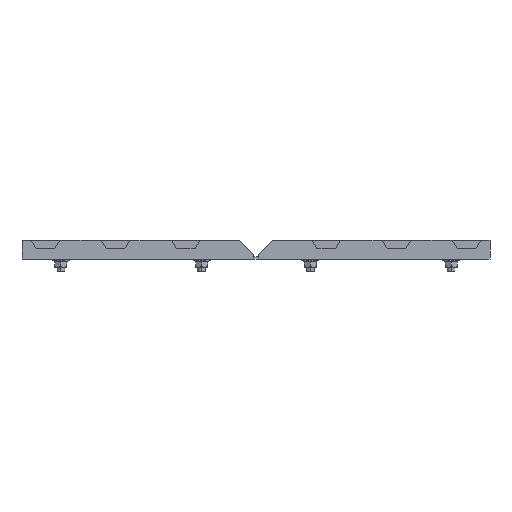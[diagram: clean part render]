
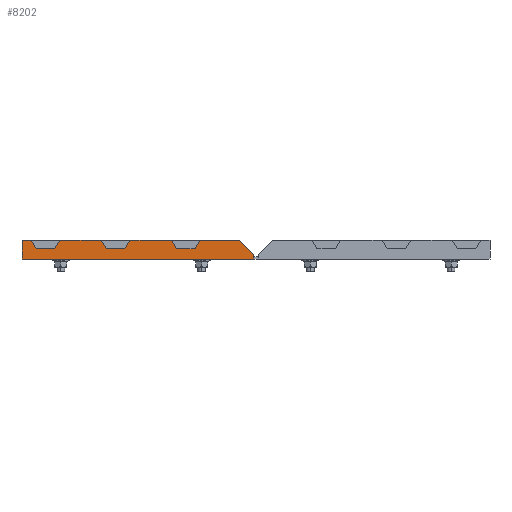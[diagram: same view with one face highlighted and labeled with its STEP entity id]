
A CAD part, front view. The second image highlights one B-rep face of the part: STEP entity #8202.
In plain terms, the highlighted planar face has unit normal (0, -1, 0).
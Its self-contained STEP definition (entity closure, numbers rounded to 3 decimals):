
#53 = ORIENTED_EDGE ( 'NONE', *, *, #11447, .F. ) ;
#96 = VECTOR ( 'NONE', #9200, 1000. ) ;
#194 = ORIENTED_EDGE ( 'NONE', *, *, #8537, .T. ) ;
#221 = EDGE_CURVE ( 'NONE', #3469, #5589, #3752, .T. ) ;
#228 = VERTEX_POINT ( 'NONE', #11656 ) ;
#350 = LINE ( 'NONE', #4869, #7004 ) ;
#514 = EDGE_CURVE ( 'NONE', #5589, #7545, #5319, .T. ) ;
#522 = DIRECTION ( 'NONE',  ( 0.5, 0., -0.866 ) ) ;
#526 = VERTEX_POINT ( 'NONE', #10155 ) ;
#585 = EDGE_CURVE ( 'NONE', #3359, #5627, #9431, .T. ) ;
#604 = VECTOR ( 'NONE', #4541, 1000. ) ;
#613 = ORIENTED_EDGE ( 'NONE', *, *, #11131, .F. ) ;
#629 = EDGE_CURVE ( 'NONE', #11681, #228, #350, .T. ) ;
#631 = VECTOR ( 'NONE', #11301, 1000. ) ;
#704 = CARTESIAN_POINT ( 'NONE',  ( -17.5, 15.415, 17.499 ) ) ;
#847 = CARTESIAN_POINT ( 'NONE',  ( -2.5, 15.415, 2.499 ) ) ;
#906 = CARTESIAN_POINT ( 'NONE',  ( -59.804, 15.415, 17.499 ) ) ;
#1161 = VECTOR ( 'NONE', #7783, 1000. ) ;
#1188 = CARTESIAN_POINT ( 'NONE',  ( -165.196, 15.415, 17.499 ) ) ;
#1214 = FACE_OUTER_BOUND ( 'NONE', #6516, .T. ) ;
#1218 = CARTESIAN_POINT ( 'NONE',  ( 0., 15.415, -2.5 ) ) ;
#1313 = DIRECTION ( 'NONE',  ( 0., 0., -1. ) ) ;
#1371 = EDGE_CURVE ( 'NONE', #526, #4736, #9856, .T. ) ;
#1389 = EDGE_CURVE ( 'NONE', #8133, #526, #3435, .T. ) ;
#1423 = EDGE_CURVE ( 'NONE', #5627, #3469, #8411, .T. ) ;
#1489 = VECTOR ( 'NONE', #4449, 1000. ) ;
#1586 = ORIENTED_EDGE ( 'NONE', *, *, #1389, .F. ) ;
#1683 = ORIENTED_EDGE ( 'NONE', *, *, #10075, .F. ) ;
#1717 = LINE ( 'NONE', #2012, #3547 ) ;
#1786 = VECTOR ( 'NONE', #5786, 1000. ) ;
#1930 = VERTEX_POINT ( 'NONE', #9965 ) ;
#1933 = CARTESIAN_POINT ( 'NONE',  ( -209.804, 15.415, 17.499 ) ) ;
#2012 = CARTESIAN_POINT ( 'NONE',  ( -235., 15.415, 8.499 ) ) ;
#2059 = LINE ( 'NONE', #1218, #11164 ) ;
#2067 = CARTESIAN_POINT ( 'NONE',  ( -2.5, 15.415, 17.499 ) ) ;
#2136 = ORIENTED_EDGE ( 'NONE', *, *, #629, .T. ) ;
#2195 = CARTESIAN_POINT ( 'NONE',  ( -140., 15.415, 8.499 ) ) ;
#2271 = DIRECTION ( 'NONE',  ( 0., 0., 1. ) ) ;
#2308 = ORIENTED_EDGE ( 'NONE', *, *, #1423, .F. ) ;
#2415 = PLANE ( 'NONE',  #10948 ) ;
#2684 = LINE ( 'NONE', #3285, #6237 ) ;
#2975 = CARTESIAN_POINT ( 'NONE',  ( -65., 15.415, 8.499 ) ) ;
#2977 = VECTOR ( 'NONE', #6644, 1000. ) ;
#3156 = VECTOR ( 'NONE', #9218, 1000. ) ;
#3234 = CARTESIAN_POINT ( 'NONE',  ( -65., 15.415, 8.499 ) ) ;
#3285 = CARTESIAN_POINT ( 'NONE',  ( -85., 15.415, 8.499 ) ) ;
#3312 = DIRECTION ( 'NONE',  ( -1., 0., 0. ) ) ;
#3359 = VERTEX_POINT ( 'NONE', #2975 ) ;
#3435 = LINE ( 'NONE', #9895, #604 ) ;
#3469 = VERTEX_POINT ( 'NONE', #704 ) ;
#3478 = EDGE_CURVE ( 'NONE', #3846, #3602, #7796, .T. ) ;
#3547 = VECTOR ( 'NONE', #522, 1000. ) ;
#3602 = VERTEX_POINT ( 'NONE', #5388 ) ;
#3640 = VECTOR ( 'NONE', #7177, 1000. ) ;
#3667 = DIRECTION ( 'NONE',  ( 1., 0., 0. ) ) ;
#3752 = LINE ( 'NONE', #6127, #1489 ) ;
#3758 = EDGE_CURVE ( 'NONE', #4736, #10065, #5535, .T. ) ;
#3846 = VERTEX_POINT ( 'NONE', #4320 ) ;
#3893 = VECTOR ( 'NONE', #10295, 1000. ) ;
#4001 = DIRECTION ( 'NONE',  ( 1., 0., 0. ) ) ;
#4320 = CARTESIAN_POINT ( 'NONE',  ( -160., 15.415, 8.499 ) ) ;
#4388 = VECTOR ( 'NONE', #4740, 1000. ) ;
#4449 = DIRECTION ( 'NONE',  ( 0.707, 0., -0.707 ) ) ;
#4541 = DIRECTION ( 'NONE',  ( 1., 0., 0. ) ) ;
#4651 = CARTESIAN_POINT ( 'NONE',  ( -240.196, 15.415, 17.499 ) ) ;
#4690 = ORIENTED_EDGE ( 'NONE', *, *, #3478, .F. ) ;
#4736 = VERTEX_POINT ( 'NONE', #1933 ) ;
#4740 = DIRECTION ( 'NONE',  ( 1., 0., 0. ) ) ;
#4843 = ORIENTED_EDGE ( 'NONE', *, *, #1371, .F. ) ;
#4869 = CARTESIAN_POINT ( 'NONE',  ( -250., 15.415, 1.5 ) ) ;
#4977 = ORIENTED_EDGE ( 'NONE', *, *, #514, .F. ) ;
#4993 = VERTEX_POINT ( 'NONE', #6007 ) ;
#5032 = LINE ( 'NONE', #7543, #1786 ) ;
#5048 = ORIENTED_EDGE ( 'NONE', *, *, #8022, .F. ) ;
#5150 = DIRECTION ( 'NONE',  ( 1., 0., 0. ) ) ;
#5188 = DIRECTION ( 'NONE',  ( 0.5, 0., 0.866 ) ) ;
#5224 = CARTESIAN_POINT ( 'NONE',  ( -209.804, 15.415, 17.499 ) ) ;
#5319 = LINE ( 'NONE', #6619, #96 ) ;
#5388 = CARTESIAN_POINT ( 'NONE',  ( -140., 15.415, 8.499 ) ) ;
#5496 = EDGE_CURVE ( 'NONE', #4993, #9590, #10067, .T. ) ;
#5535 = LINE ( 'NONE', #1188, #4388 ) ;
#5589 = VERTEX_POINT ( 'NONE', #847 ) ;
#5627 = VERTEX_POINT ( 'NONE', #906 ) ;
#5786 = DIRECTION ( 'NONE',  ( 1., 0., 0. ) ) ;
#5799 = CARTESIAN_POINT ( 'NONE',  ( -59.804, 15.415, 17.499 ) ) ;
#5997 = ORIENTED_EDGE ( 'NONE', *, *, #585, .F. ) ;
#6007 = CARTESIAN_POINT ( 'NONE',  ( -250., 15.415, 17.499 ) ) ;
#6065 = CARTESIAN_POINT ( 'NONE',  ( 0., 15.415, 17.499 ) ) ;
#6086 = ORIENTED_EDGE ( 'NONE', *, *, #9562, .F. ) ;
#6127 = CARTESIAN_POINT ( 'NONE',  ( -17.5, 15.415, 17.499 ) ) ;
#6175 = CARTESIAN_POINT ( 'NONE',  ( -235., 15.415, 8.499 ) ) ;
#6189 = CARTESIAN_POINT ( 'NONE',  ( -160., 15.415, 8.499 ) ) ;
#6237 = VECTOR ( 'NONE', #9645, 1000. ) ;
#6314 = CARTESIAN_POINT ( 'NONE',  ( -17.5, 15.415, 17.499 ) ) ;
#6447 = VERTEX_POINT ( 'NONE', #8157 ) ;
#6516 = EDGE_LOOP ( 'NONE', ( #8326, #2136, #194, #9615, #4977, #9955, #2308, #5997, #1683, #613, #5048, #53, #4690, #6086, #7557, #4843, #1586, #10568, #9154 ) ) ;
#6531 = LINE ( 'NONE', #2195, #2977 ) ;
#6619 = CARTESIAN_POINT ( 'NONE',  ( -2.5, 15.415, 2.499 ) ) ;
#6644 = DIRECTION ( 'NONE',  ( 0.5, 0., 0.866 ) ) ;
#6837 = CARTESIAN_POINT ( 'NONE',  ( -90.196, 15.415, 17.499 ) ) ;
#6863 = CARTESIAN_POINT ( 'NONE',  ( -85., 15.415, 8.499 ) ) ;
#6996 = CARTESIAN_POINT ( 'NONE',  ( -165.196, 15.415, 17.499 ) ) ;
#7004 = VECTOR ( 'NONE', #1313, 1000. ) ;
#7177 = DIRECTION ( 'NONE',  ( 1., 0., 0. ) ) ;
#7396 = LINE ( 'NONE', #10933, #3156 ) ;
#7543 = CARTESIAN_POINT ( 'NONE',  ( -90.196, 15.415, 17.499 ) ) ;
#7545 = VERTEX_POINT ( 'NONE', #11522 ) ;
#7557 = ORIENTED_EDGE ( 'NONE', *, *, #3758, .F. ) ;
#7624 = CARTESIAN_POINT ( 'NONE',  ( -250., 15.415, 17.499 ) ) ;
#7783 = DIRECTION ( 'NONE',  ( 1., 0., 0. ) ) ;
#7796 = LINE ( 'NONE', #6189, #10257 ) ;
#7945 = EDGE_CURVE ( 'NONE', #7545, #6447, #9006, .T. ) ;
#8022 = EDGE_CURVE ( 'NONE', #1930, #8096, #5032, .T. ) ;
#8096 = VERTEX_POINT ( 'NONE', #6837 ) ;
#8133 = VERTEX_POINT ( 'NONE', #6175 ) ;
#8157 = CARTESIAN_POINT ( 'NONE',  ( -2.5, 15.415, -2.5 ) ) ;
#8202 = ADVANCED_FACE ( 'NONE', ( #1214 ), #2415, .T. ) ;
#8326 = ORIENTED_EDGE ( 'NONE', *, *, #9212, .F. ) ;
#8411 = LINE ( 'NONE', #6314, #10574 ) ;
#8537 = EDGE_CURVE ( 'NONE', #228, #6447, #2059, .T. ) ;
#8672 = VERTEX_POINT ( 'NONE', #6863 ) ;
#8675 = LINE ( 'NONE', #3234, #1161 ) ;
#8698 = VECTOR ( 'NONE', #5188, 1000. ) ;
#8832 = VECTOR ( 'NONE', #2271, 1000. ) ;
#9006 = LINE ( 'NONE', #2067, #3893 ) ;
#9154 = ORIENTED_EDGE ( 'NONE', *, *, #5496, .F. ) ;
#9200 = DIRECTION ( 'NONE',  ( 0., 0., -1. ) ) ;
#9212 = EDGE_CURVE ( 'NONE', #11681, #4993, #10017, .T. ) ;
#9218 = DIRECTION ( 'NONE',  ( 0.5, 0., -0.866 ) ) ;
#9431 = LINE ( 'NONE', #5799, #631 ) ;
#9562 = EDGE_CURVE ( 'NONE', #10065, #3846, #7396, .T. ) ;
#9590 = VERTEX_POINT ( 'NONE', #4651 ) ;
#9615 = ORIENTED_EDGE ( 'NONE', *, *, #7945, .F. ) ;
#9645 = DIRECTION ( 'NONE',  ( 0.5, 0., -0.866 ) ) ;
#9724 = CARTESIAN_POINT ( 'NONE',  ( -250., 15.415, 1.5 ) ) ;
#9758 = DIRECTION ( 'NONE',  ( 0., -1., 0. ) ) ;
#9856 = LINE ( 'NONE', #5224, #8698 ) ;
#9895 = CARTESIAN_POINT ( 'NONE',  ( -215., 15.415, 8.499 ) ) ;
#9955 = ORIENTED_EDGE ( 'NONE', *, *, #221, .F. ) ;
#9965 = CARTESIAN_POINT ( 'NONE',  ( -134.804, 15.415, 17.499 ) ) ;
#10017 = LINE ( 'NONE', #7624, #8832 ) ;
#10065 = VERTEX_POINT ( 'NONE', #6996 ) ;
#10067 = LINE ( 'NONE', #10842, #3640 ) ;
#10075 = EDGE_CURVE ( 'NONE', #8672, #3359, #8675, .T. ) ;
#10155 = CARTESIAN_POINT ( 'NONE',  ( -215., 15.415, 8.499 ) ) ;
#10257 = VECTOR ( 'NONE', #5150, 1000. ) ;
#10295 = DIRECTION ( 'NONE',  ( 0., 0., -1. ) ) ;
#10458 = EDGE_CURVE ( 'NONE', #9590, #8133, #1717, .T. ) ;
#10568 = ORIENTED_EDGE ( 'NONE', *, *, #10458, .F. ) ;
#10574 = VECTOR ( 'NONE', #3667, 1000. ) ;
#10842 = CARTESIAN_POINT ( 'NONE',  ( -240.196, 15.415, 17.499 ) ) ;
#10933 = CARTESIAN_POINT ( 'NONE',  ( -165.196, 15.415, 17.499 ) ) ;
#10948 = AXIS2_PLACEMENT_3D ( 'NONE', #6065, #9758, #3312 ) ;
#11131 = EDGE_CURVE ( 'NONE', #8096, #8672, #2684, .T. ) ;
#11164 = VECTOR ( 'NONE', #4001, 1000. ) ;
#11301 = DIRECTION ( 'NONE',  ( 0.5, 0., 0.866 ) ) ;
#11447 = EDGE_CURVE ( 'NONE', #3602, #1930, #6531, .T. ) ;
#11522 = CARTESIAN_POINT ( 'NONE',  ( -2.5, 15.415, 1.5 ) ) ;
#11656 = CARTESIAN_POINT ( 'NONE',  ( -250., 15.415, -2.5 ) ) ;
#11681 = VERTEX_POINT ( 'NONE', #9724 ) ;
